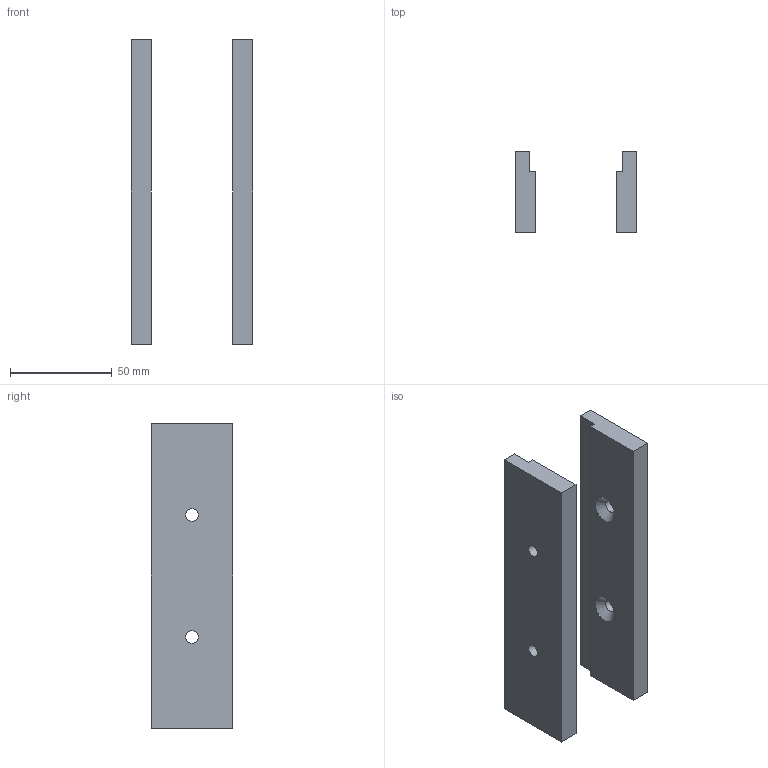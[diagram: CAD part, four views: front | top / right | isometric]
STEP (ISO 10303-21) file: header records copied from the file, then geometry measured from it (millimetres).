
FILE_DESCRIPTION(('HOOPS Exchange Step'),'2;1');
FILE_NAME('export-EE6598CA-76DC-45C8-A8C5-93973BF5C527.stp','2023-06-05T14:44:23+02:00',('Engineering'),('Alibre'),'HOOPS Exchange 2021.0','Alibre','Unknown authorisation');
FILE_SCHEMA( ('AP242_MANAGED_MODEL_BASED_3D_ENGINEERING_MIM_LF {1 0 10303 442 1 1 4 }') );
Length unit declared in the file: millimetre
Products named in the file (2): 6315 Aluminium Vice Jaw Set FOR PS-150-AL
Assembly tree (2 placements, depth 2):
  6315 Aluminium Vice Jaw Set FOR PS-150-AL
    6315 Aluminium Vice Jaw Set FOR PS-150-AL  x2
Bounding box: 60 x 40 x 150 mm (x, y, z)
Volume: 109024.5 mm3; surface area: 31929.5 mm2
Topology: 2 solids, 2 shells, 28 faces, 76 edges, 52 vertices
Faces by surface type: plane 16, cylinder 8, cone 4
Full cylindrical faces by diameter (mm): 6.2 x4, 13.5 x4
Entity records: 527 total; most frequent: DIRECTION 92, CARTESIAN_POINT 84, ORIENTED_EDGE 76, EDGE_CURVE 38, AXIS2_PLACEMENT_3D 34, VERTEX_POINT 26, VECTOR 24, LINE 24
